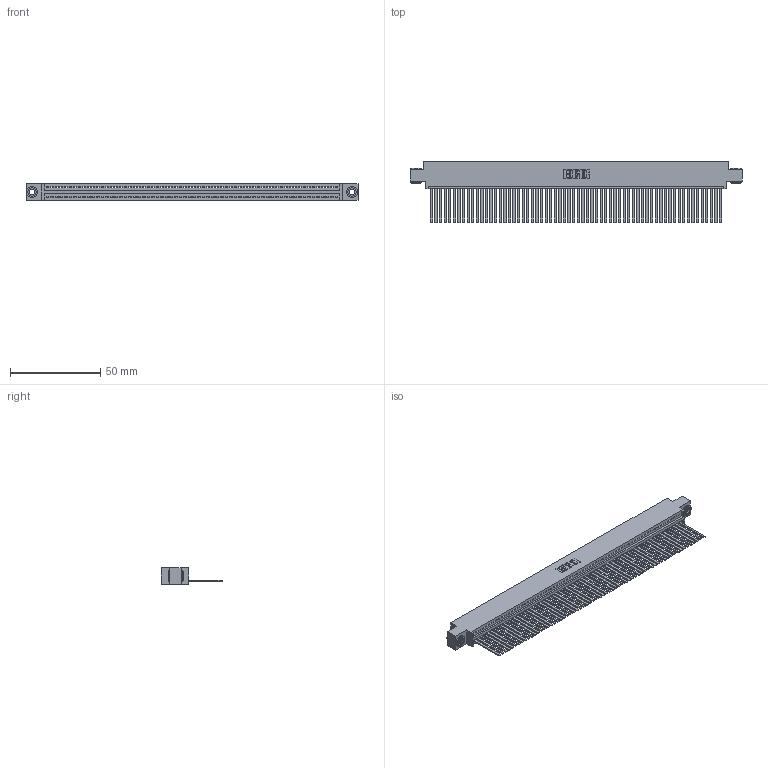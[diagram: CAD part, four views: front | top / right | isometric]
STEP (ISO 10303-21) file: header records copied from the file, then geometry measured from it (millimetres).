
FILE_DESCRIPTION (( 'STEP AP203' ), '1' );
FILE_NAME ('395-064-544-603.STEP', '2019-10-25T03:25:07', ( '' ), ( '' ), 'SwSTEP 2.0', 'SolidWorks 2016', '' );
FILE_SCHEMA (( 'CONFIG_CONTROL_DESIGN' ));
Length unit declared in the file: inch
Products named in the file (4): 395-064-544-603; 345-250-002_345-250-002-102; 345-292-001_345-293-144; 345 Part_0.170 Offset - 0.156 Dia-TH
Assembly tree (67 placements, depth 2):
  395-064-544-603
    345 Part_0.170 Offset - 0.156 Dia-TH
    345-292-001_345-293-144  x64
    345-250-002_345-250-002-102  x2
Bounding box: 183.77 x 33.96 x 9.4 mm (x, y, z)
Volume: 18282 mm3; surface area: 27160.3 mm2
Topology: 67 solids, 67 shells, 3496 faces, 10541 edges, 6938 vertices
Faces by surface type: plane 2398, cylinder 1090, cone 8
Entity records: 45804 total; most frequent: CARTESIAN_POINT 7911, ORIENTED_EDGE 7902, DIRECTION 6905, EDGE_CURVE 3951, VECTOR 3543, LINE 3543, VERTEX_POINT 2630, AXIS2_PLACEMENT_3D 1681
